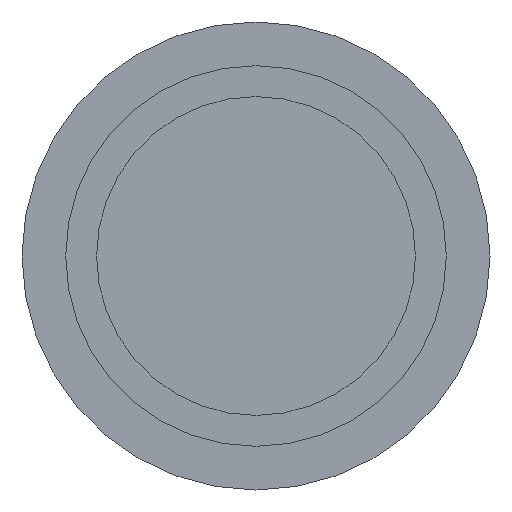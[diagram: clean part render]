
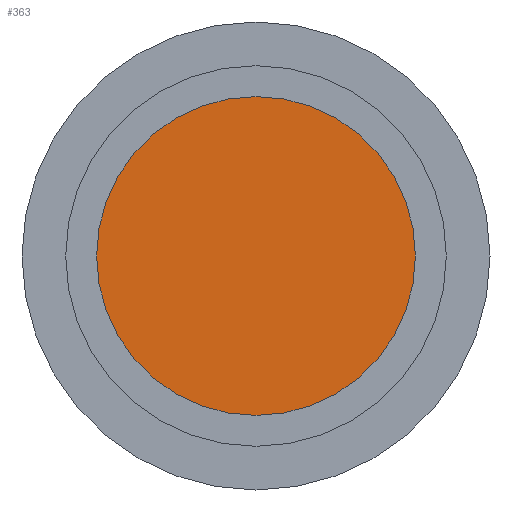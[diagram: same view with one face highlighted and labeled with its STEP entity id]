
A CAD part, left-side view. The second image highlights one B-rep face of the part: STEP entity #363.
In plain terms, the highlighted planar face has unit normal (-1, 0, 0).
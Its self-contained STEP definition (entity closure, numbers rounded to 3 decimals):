
#24 = AXIS2_PLACEMENT_3D ( 'NONE', #102, #406, #411 ) ;
#26 = DIRECTION ( 'NONE',  ( -1., 0., 0. ) ) ;
#35 = CARTESIAN_POINT ( 'NONE',  ( -10.668, -8.368, -31. ) ) ;
#94 = CARTESIAN_POINT ( 'NONE',  ( -10.668, -8.368, 0. ) ) ;
#102 = CARTESIAN_POINT ( 'NONE',  ( -10.668, 0., 0. ) ) ;
#105 = AXIS2_PLACEMENT_3D ( 'NONE', #94, #26, #372 ) ;
#129 = ORIENTED_EDGE ( 'NONE', *, *, #204, .T. ) ;
#135 = FACE_OUTER_BOUND ( 'NONE', #200, .T. ) ;
#140 = VERTEX_POINT ( 'NONE', #338 ) ;
#160 = ORIENTED_EDGE ( 'NONE', *, *, #419, .T. ) ;
#169 = CIRCLE ( 'NONE', #235, 31. ) ;
#200 = EDGE_LOOP ( 'NONE', ( #160, #129 ) ) ;
#204 = EDGE_CURVE ( 'NONE', #381, #140, #169, .T. ) ;
#213 = PLANE ( 'NONE',  #24 ) ;
#220 = CARTESIAN_POINT ( 'NONE',  ( -10.668, -8.368, 0. ) ) ;
#235 = AXIS2_PLACEMENT_3D ( 'NONE', #220, #261, #270 ) ;
#261 = DIRECTION ( 'NONE',  ( -1., 0., 0. ) ) ;
#270 = DIRECTION ( 'NONE',  ( 0., 0., 1. ) ) ;
#338 = CARTESIAN_POINT ( 'NONE',  ( -10.668, -8.368, 31. ) ) ;
#363 = ADVANCED_FACE ( 'NONE', ( #135 ), #213, .F. ) ;
#372 = DIRECTION ( 'NONE',  ( 0., 0., 1. ) ) ;
#381 = VERTEX_POINT ( 'NONE', #35 ) ;
#406 = DIRECTION ( 'NONE',  ( 1., 0., 0. ) ) ;
#411 = DIRECTION ( 'NONE',  ( 0., 0., -1. ) ) ;
#419 = EDGE_CURVE ( 'NONE', #140, #381, #440, .T. ) ;
#440 = CIRCLE ( 'NONE', #105, 31. ) ;
